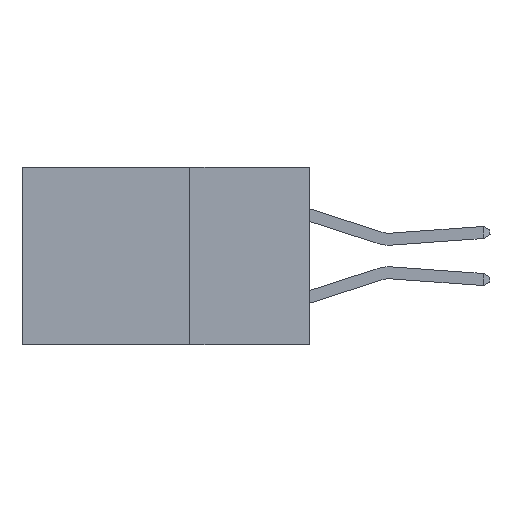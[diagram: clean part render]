
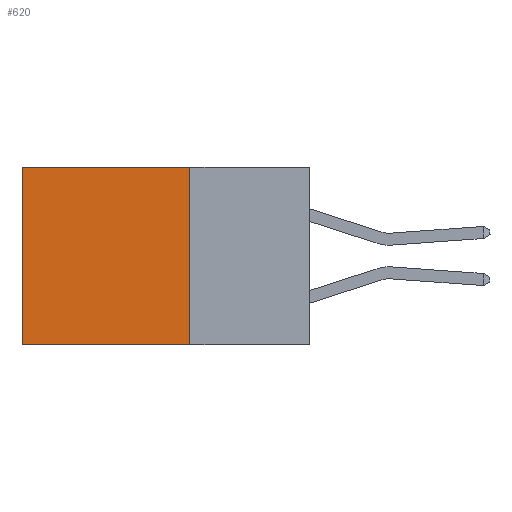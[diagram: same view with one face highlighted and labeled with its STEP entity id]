
A CAD part, left-side view. The second image highlights one B-rep face of the part: STEP entity #620.
In plain terms, the highlighted planar face has unit normal (-1, 0, 0).
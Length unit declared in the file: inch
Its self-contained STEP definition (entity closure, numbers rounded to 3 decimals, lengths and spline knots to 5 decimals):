
#620 = ADVANCED_FACE ( 'NONE', ( #19941 ), #12212, .F. ) ;
#840 = CARTESIAN_POINT ( 'NONE',  ( 0.2615, 0.25, -0.37 ) ) ;
#1985 = EDGE_LOOP ( 'NONE', ( #11242, #8502, #16210, #5319 ) ) ;
#2405 = DIRECTION ( 'NONE',  ( 0., 1., 0. ) ) ;
#4456 = DIRECTION ( 'NONE',  ( 1., 0., 0. ) ) ;
#4924 = CARTESIAN_POINT ( 'NONE',  ( 0.2615, 0.25, -0.37 ) ) ;
#5319 = ORIENTED_EDGE ( 'NONE', *, *, #15543, .T. ) ;
#5460 = LINE ( 'NONE', #11482, #6247 ) ;
#6247 = VECTOR ( 'NONE', #2405, 39.37008 ) ;
#7990 = AXIS2_PLACEMENT_3D ( 'NONE', #18427, #4456, #10676 ) ;
#8189 = EDGE_CURVE ( 'NONE', #16689, #11217, #12692, .T. ) ;
#8315 = CARTESIAN_POINT ( 'NONE',  ( 0.2615, 0.25, 0. ) ) ;
#8502 = ORIENTED_EDGE ( 'NONE', *, *, #8189, .F. ) ;
#8862 = DIRECTION ( 'NONE',  ( 0., 0., -1. ) ) ;
#8952 = CARTESIAN_POINT ( 'NONE',  ( 0.2615, 0.6, -0.37 ) ) ;
#9217 = VERTEX_POINT ( 'NONE', #10503 ) ;
#9502 = EDGE_CURVE ( 'NONE', #10219, #16689, #14378, .T. ) ;
#10219 = VERTEX_POINT ( 'NONE', #8315 ) ;
#10503 = CARTESIAN_POINT ( 'NONE',  ( 0.2615, 0.6, 0. ) ) ;
#10676 = DIRECTION ( 'NONE',  ( 0., 0., -1. ) ) ;
#10857 = VECTOR ( 'NONE', #8862, 39.37008 ) ;
#11217 = VERTEX_POINT ( 'NONE', #14356 ) ;
#11242 = ORIENTED_EDGE ( 'NONE', *, *, #15101, .T. ) ;
#11482 = CARTESIAN_POINT ( 'NONE',  ( 0.2615, 0.25, 0. ) ) ;
#12212 = PLANE ( 'NONE',  #7990 ) ;
#12692 = LINE ( 'NONE', #4924, #15681 ) ;
#13837 = DIRECTION ( 'NONE',  ( 0., 0., -1. ) ) ;
#14356 = CARTESIAN_POINT ( 'NONE',  ( 0.2615, 0.6, -0.37 ) ) ;
#14378 = LINE ( 'NONE', #18239, #10857 ) ;
#15101 = EDGE_CURVE ( 'NONE', #9217, #11217, #19746, .T. ) ;
#15543 = EDGE_CURVE ( 'NONE', #10219, #9217, #5460, .T. ) ;
#15681 = VECTOR ( 'NONE', #19089, 39.37008 ) ;
#16210 = ORIENTED_EDGE ( 'NONE', *, *, #9502, .F. ) ;
#16689 = VERTEX_POINT ( 'NONE', #840 ) ;
#17633 = VECTOR ( 'NONE', #13837, 39.37008 ) ;
#18239 = CARTESIAN_POINT ( 'NONE',  ( 0.2615, 0.25, -0.37 ) ) ;
#18427 = CARTESIAN_POINT ( 'NONE',  ( 0.2615, 0.25, -0.37 ) ) ;
#19089 = DIRECTION ( 'NONE',  ( 0., 1., 0. ) ) ;
#19746 = LINE ( 'NONE', #8952, #17633 ) ;
#19941 = FACE_OUTER_BOUND ( 'NONE', #1985, .T. ) ;
